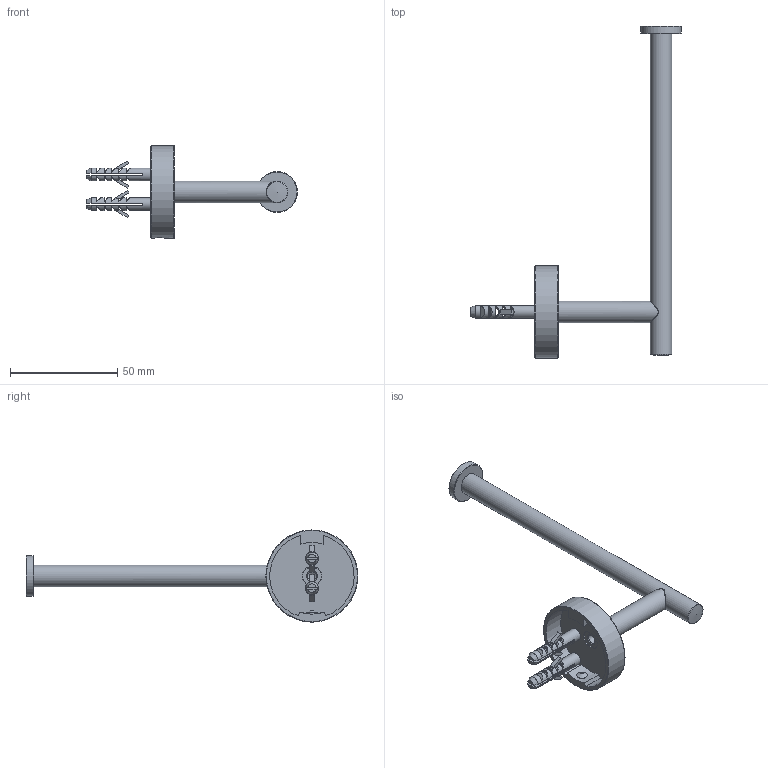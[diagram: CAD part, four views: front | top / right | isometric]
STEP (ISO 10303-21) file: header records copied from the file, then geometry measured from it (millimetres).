
FILE_DESCRIPTION(/* description */ ('Unknown','CAx-IF Rec.Pracs.---Representation and Presentation of Product Manufacturing Information (PMI)---4.0---2014-10-13','CAx-IF Rec.Pracs.---3D Tessellated Geometry---0.4---2014-09-14','2;1'),/* implementation_level */ '2;1');
FILE_NAME(/* name */ 'ARA04-00',/* time_stamp */ '2021-11-05T12:47:42+01:00',/* author */ ('Unknown'),/* organization */ ('Unknown'),/* preprocessor_version */ 'ST-DEVELOPER v16.7',/* originating_system */ 'DEX',/* authorisation */ $);
FILE_SCHEMA (('AP242_MANAGED_MODEL_BASED_3D_ENGINEERING_MIM_LF { 1 0 10303 442 1 1 4 }'));
Length unit declared in the file: millimetre
Products named in the file (9): ARA04-00; ARA04-001_oa_0; ARA03-01; ARA04-01; ARA04-03; ARA04-02; ARA03-001_oa_1; CBA01-06; CBA01-07
Assembly tree (9 placements, depth 3):
  ARA04-00
    ARA04-001_oa_0
      ARA03-01
      ARA04-01
      ARA04-03
      ARA04-02
    ARA03-001_oa_1
      CBA01-06  x2
      CBA01-07
Bounding box: 98.5 x 155 x 43 mm (x, y, z)
Volume: 21485.8 mm3; surface area: 15242.4 mm2
Topology: 7 solids, 7 shells, 156 faces, 451 edges, 297 vertices
Faces by surface type: plane 115, cylinder 21, cone 10, torus 7, bspline 2, sphere 1
Full cylindrical faces by diameter (mm): 3 x1, 4.134 x3, 5 x3, 6 x2, 10 x2, 19 x1, 43 x1
Entity records: 3814 total; most frequent: CARTESIAN_POINT 828, DIRECTION 536, ORIENTED_EDGE 458, EDGE_CURVE 229, AXIS2_PLACEMENT_3D 210, VERTEX_POINT 165, FACE_BOUND 160, EDGE_LOOP 158
